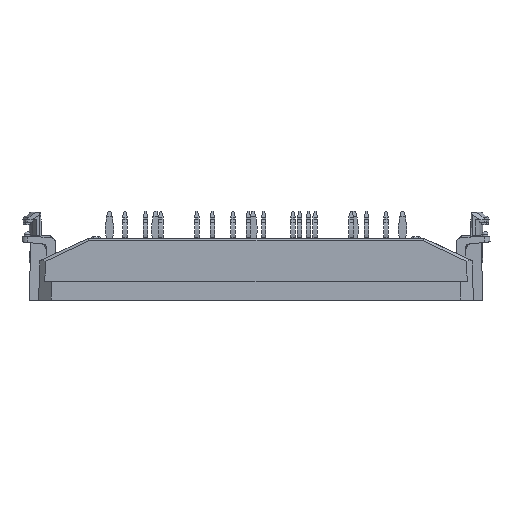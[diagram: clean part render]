
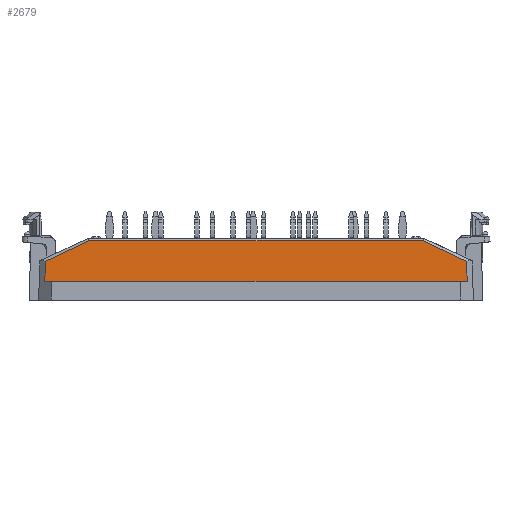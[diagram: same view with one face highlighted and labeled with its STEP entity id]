
A CAD part, front view. The second image highlights one B-rep face of the part: STEP entity #2679.
In plain terms, the highlighted planar face has unit normal (0, -1, 0.018).
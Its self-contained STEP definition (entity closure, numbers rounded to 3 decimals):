
#2679 = ADVANCED_FACE( '', ( #5821 ), #5822, .T. );
#5821 = FACE_OUTER_BOUND( '', #12040, .T. );
#5822 = PLANE( '', #12041 );
#12040 = EDGE_LOOP( '', ( #21467, #21468, #21469, #21470, #21471, #21472 ) );
#12041 = AXIS2_PLACEMENT_3D( '', #21473, #21474, #21475 );
#21467 = ORIENTED_EDGE( '', *, *, #27185, .T. );
#21468 = ORIENTED_EDGE( '', *, *, #29065, .T. );
#21469 = ORIENTED_EDGE( '', *, *, #29235, .T. );
#21470 = ORIENTED_EDGE( '', *, *, #28531, .T. );
#21471 = ORIENTED_EDGE( '', *, *, #29080, .T. );
#21472 = ORIENTED_EDGE( '', *, *, #27475, .T. );
#21473 = CARTESIAN_POINT( '', ( -37.779, -17.15, 8.4 ) );
#21474 = DIRECTION( '', ( 0., -1., 0.017 ) );
#21475 = DIRECTION( '', ( -1., 0., 0. ) );
#27185 = EDGE_CURVE( '', #32631, #32629, #32632, .T. );
#27475 = EDGE_CURVE( '', #33109, #32631, #33110, .T. );
#28531 = EDGE_CURVE( '', #34695, #34693, #34696, .T. );
#29065 = EDGE_CURVE( '', #32629, #35418, #35420, .T. );
#29080 = EDGE_CURVE( '', #34693, #33109, #35439, .T. );
#29235 = EDGE_CURVE( '', #35418, #34695, #35638, .T. );
#32629 = VERTEX_POINT( '', #40681 );
#32631 = VERTEX_POINT( '', #40684 );
#32632 = LINE( '', #40685, #40686 );
#33109 = VERTEX_POINT( '', #41432 );
#33110 = LINE( '', #41433, #41434 );
#34693 = VERTEX_POINT( '', #44160 );
#34695 = VERTEX_POINT( '', #44163 );
#34696 = LINE( '', #44164, #44165 );
#35418 = VERTEX_POINT( '', #45407 );
#35420 = LINE( '', #45410, #45411 );
#35439 = LINE( '', #45436, #45437 );
#35638 = LINE( '', #45827, #45828 );
#40681 = CARTESIAN_POINT( '', ( 35.674, -17.15, 8.4 ) );
#40684 = CARTESIAN_POINT( '', ( -40.674, -17.15, 8.4 ) );
#40685 = CARTESIAN_POINT( '', ( -37.779, -17.15, 8.4 ) );
#40686 = VECTOR( '', #49224, 1000. );
#41432 = CARTESIAN_POINT( '', ( -40.604, -17.087, 11.998 ) );
#41433 = CARTESIAN_POINT( '', ( -40.74, -17.209, 5.04 ) );
#41434 = VECTOR( '', #49583, 1000. );
#44160 = CARTESIAN_POINT( '', ( -32.701, -17.023, 15.7 ) );
#44163 = CARTESIAN_POINT( '', ( 27.701, -17.023, 15.7 ) );
#44164 = CARTESIAN_POINT( '', ( -32.805, -17.023, 15.7 ) );
#44165 = VECTOR( '', #50730, 1000. );
#45407 = CARTESIAN_POINT( '', ( 35.604, -17.087, 11.998 ) );
#45410 = CARTESIAN_POINT( '', ( 35.74, -17.209, 5.04 ) );
#45411 = VECTOR( '', #51268, 1000. );
#45436 = CARTESIAN_POINT( '', ( -39.67, -17.08, 12.435 ) );
#45437 = VECTOR( '', #51278, 1000. );
#45827 = CARTESIAN_POINT( '', ( -23.187, -16.606, 39.539 ) );
#45828 = VECTOR( '', #51450, 1000. );
#49224 = DIRECTION( '', ( 1., 0., 0. ) );
#49583 = DIRECTION( '', ( -0.02, -0.017, -1. ) );
#50730 = DIRECTION( '', ( -1., 0., 0. ) );
#51268 = DIRECTION( '', ( -0.02, 0.017, 1. ) );
#51278 = DIRECTION( '', ( -0.906, -0.007, -0.424 ) );
#51450 = DIRECTION( '', ( -0.906, 0.007, 0.424 ) );
